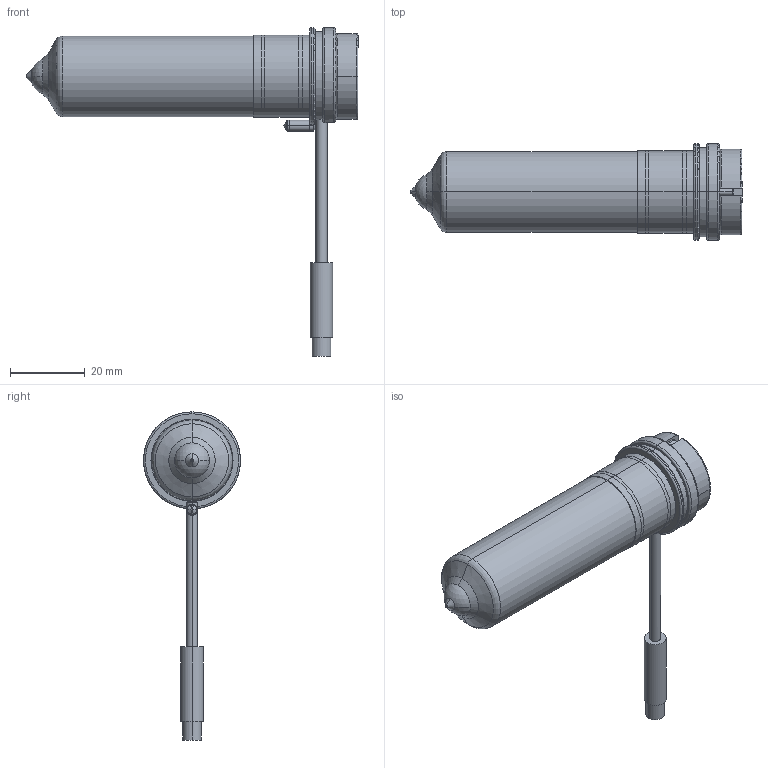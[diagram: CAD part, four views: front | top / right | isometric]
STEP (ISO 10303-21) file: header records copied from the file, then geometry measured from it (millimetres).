
FILE_DESCRIPTION (( 'STEP AP214' ), '1' );
FILE_NAME ('22x076 - dysza - 22076-00.STEP', '2017-05-29T09:38:44', ( '' ), ( '' ), 'SwSTEP 2.0', 'SolidWorks 2016', '' );
FILE_SCHEMA (( 'AUTOMOTIVE_DESIGN' ));
Length unit declared in the file: millimetre
Products named in the file (3): 22x076 - korpus - 22076-02; 22x076 - dysza - 22076-00; 22x076 - komora_Standard
Assembly tree (2 placements, depth 2):
  22x076 - dysza - 22076-00
    22x076 - komora_Standard
    22x076 - korpus - 22076-02
Bounding box: 89 x 25.95 x 88 mm (x, y, z)
Volume: 46191.1 mm3; surface area: 22869.1 mm2
Topology: 5 solids, 8 shells, 301 faces, 804 edges, 509 vertices
Faces by surface type: cylinder 104, cone 69, torus 61, plane 42, bspline 13, sphere 12
Entity records: 15485 total; most frequent: CARTESIAN_POINT 7990, ORIENTED_EDGE 1596, DIRECTION 1547, EDGE_CURVE 798, AXIS2_PLACEMENT_3D 667, VERTEX_POINT 509, CIRCLE 374, EDGE_LOOP 315
